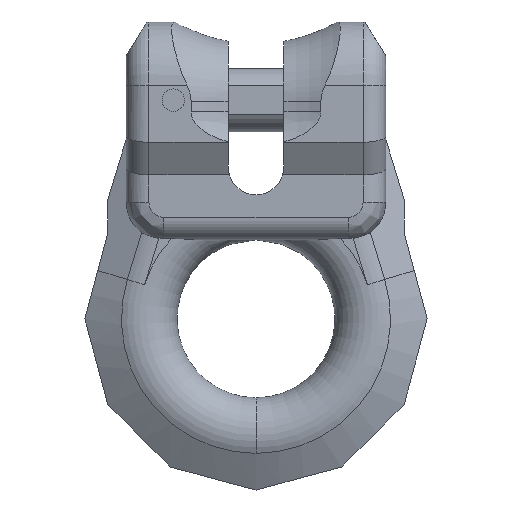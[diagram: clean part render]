
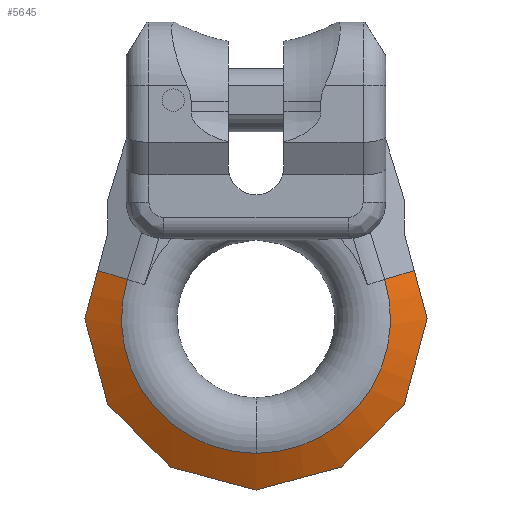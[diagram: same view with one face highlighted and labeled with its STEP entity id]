
A CAD part, front view. The second image highlights one B-rep face of the part: STEP entity #5645.
In plain terms, the highlighted conical face has half-angle 61.238 degrees and reference radius 20.341 mm.
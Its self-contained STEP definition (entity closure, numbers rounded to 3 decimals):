
#29=CARTESIAN_POINT('',(0.,-4.383,10.5));
#30=DIRECTION('',(0.,-1.,0.));
#31=DIRECTION('',(0.,0.,-1.));
#32=AXIS2_PLACEMENT_3D('',#29,#30,#31);
#130=DIRECTION('',(-0.838,-0.481,-0.256));
#131=VECTOR('',#130,4.686);
#132=CARTESIAN_POINT('',(21.052,-2.128,16.936));
#133=LINE('',#132,#131);
#243=CARTESIAN_POINT('',(0.,-1.71,-12.276));
#244=CARTESIAN_POINT('',(-0.634,-1.803,
-12.106));
#245=CARTESIAN_POINT('',(-1.901,-1.96,
-11.767));
#246=CARTESIAN_POINT('',(-3.797,-2.104,
-11.259));
#247=CARTESIAN_POINT('',(-5.694,-2.152,
-10.75));
#248=CARTESIAN_POINT('',(-7.592,-2.104,
-10.242));
#249=CARTESIAN_POINT('',(-9.487,-1.96,
-9.734));
#250=CARTESIAN_POINT('',(-10.754,-1.803,
-9.395));
#251=CARTESIAN_POINT('',(-11.388,-1.71,
-9.225));
#253=CARTESIAN_POINT('',(-11.388,-1.71,
-9.225));
#254=CARTESIAN_POINT('',(-11.852,-1.803,
-8.76));
#255=CARTESIAN_POINT('',(-12.78,-1.96,
-7.833));
#256=CARTESIAN_POINT('',(-14.167,-2.104,
-6.445));
#257=CARTESIAN_POINT('',(-15.556,-2.152,
-5.056));
#258=CARTESIAN_POINT('',(-16.946,-2.104,
-3.667));
#259=CARTESIAN_POINT('',(-18.333,-1.96,
-2.28));
#260=CARTESIAN_POINT('',(-19.26,-1.803,
-1.352));
#261=CARTESIAN_POINT('',(-19.725,-1.71,
-0.888));
#263=CARTESIAN_POINT('',(-19.725,-1.71,
-0.888));
#264=CARTESIAN_POINT('',(-19.895,-1.803,
-0.254));
#265=CARTESIAN_POINT('',(-20.234,-1.96,1.013));
#266=CARTESIAN_POINT('',(-20.742,-2.104,2.908));
#267=CARTESIAN_POINT('',(-21.25,-2.152,4.806));
#268=CARTESIAN_POINT('',(-21.759,-2.104,6.704));
#269=CARTESIAN_POINT('',(-22.267,-1.96,8.599));
#270=CARTESIAN_POINT('',(-22.606,-1.803,9.866));
#271=CARTESIAN_POINT('',(-22.776,-1.71,10.5));
#273=CARTESIAN_POINT('',(-22.776,-1.71,10.5));
#274=CARTESIAN_POINT('',(-22.584,-1.815,11.217));
#275=CARTESIAN_POINT('',(-22.2,-1.989,12.649));
#276=CARTESIAN_POINT('',(-21.626,-2.13,14.791));
#277=CARTESIAN_POINT('',(-21.243,-2.143,16.221));
#278=CARTESIAN_POINT('',(-21.052,-2.128,16.936));
#280=CARTESIAN_POINT('',(21.052,-2.128,16.936));
#281=CARTESIAN_POINT('',(21.243,-2.143,16.221));
#282=CARTESIAN_POINT('',(21.627,-2.13,14.79));
#283=CARTESIAN_POINT('',(22.201,-1.988,12.647));
#284=CARTESIAN_POINT('',(22.584,-1.815,11.216));
#285=CARTESIAN_POINT('',(22.776,-1.71,10.5));
#287=CARTESIAN_POINT('',(22.776,-1.71,10.5));
#288=CARTESIAN_POINT('',(22.606,-1.803,9.866));
#289=CARTESIAN_POINT('',(22.267,-1.96,8.599));
#290=CARTESIAN_POINT('',(21.759,-2.104,6.703));
#291=CARTESIAN_POINT('',(21.25,-2.152,4.806));
#292=CARTESIAN_POINT('',(20.742,-2.104,2.908));
#293=CARTESIAN_POINT('',(20.234,-1.96,1.013));
#294=CARTESIAN_POINT('',(19.895,-1.803,
-0.254));
#295=CARTESIAN_POINT('',(19.725,-1.71,
-0.888));
#297=CARTESIAN_POINT('',(19.725,-1.71,
-0.888));
#298=CARTESIAN_POINT('',(19.26,-1.803,-1.352));
#299=CARTESIAN_POINT('',(18.333,-1.96,-2.28));
#300=CARTESIAN_POINT('',(16.945,-2.104,-3.667));
#301=CARTESIAN_POINT('',(15.556,-2.152,-5.056));
#302=CARTESIAN_POINT('',(14.167,-2.104,-6.446));
#303=CARTESIAN_POINT('',(12.78,-1.96,-7.833));
#304=CARTESIAN_POINT('',(11.852,-1.803,-8.76));
#305=CARTESIAN_POINT('',(11.388,-1.71,-9.225));
#307=CARTESIAN_POINT('',(11.388,-1.71,-9.225));
#308=CARTESIAN_POINT('',(10.754,-1.803,-9.395));
#309=CARTESIAN_POINT('',(9.487,-1.96,-9.734));
#310=CARTESIAN_POINT('',(7.592,-2.104,-10.242));
#311=CARTESIAN_POINT('',(5.694,-2.152,-10.75));
#312=CARTESIAN_POINT('',(3.796,-2.104,-11.259));
#313=CARTESIAN_POINT('',(1.901,-1.96,-11.767));
#314=CARTESIAN_POINT('',(0.634,-1.803,
-12.106));
#315=CARTESIAN_POINT('',(0.,-1.71,-12.276));
#1477=CARTESIAN_POINT('',(0.,-4.383,10.5));
#1478=DIRECTION('',(0.,1.,0.));
#1479=DIRECTION('',(0.,0.,-1.));
#1480=AXIS2_PLACEMENT_3D('',#1477,#1478,#1479);
#1584=DIRECTION('',(0.838,-0.481,-0.256));
#1585=VECTOR('',#1584,4.686);
#1586=CARTESIAN_POINT('',(-21.052,-2.128,
16.936));
#1587=LINE('',#1586,#1585);
#4199=CARTESIAN_POINT('',(-17.123,-4.383,
15.735));
#4201=VERTEX_POINT('',#4199);
#4203=CARTESIAN_POINT('',(0.,-4.383,-7.406));
#4204=VERTEX_POINT('',#4203);
#4205=CARTESIAN_POINT('',(17.123,-4.383,15.735));
#4207=VERTEX_POINT('',#4205);
#4432=VERTEX_POINT('',#243);
#4433=VERTEX_POINT('',#251);
#4434=VERTEX_POINT('',#261);
#4435=VERTEX_POINT('',#271);
#4436=VERTEX_POINT('',#278);
#4437=VERTEX_POINT('',#280);
#4438=VERTEX_POINT('',#285);
#4439=VERTEX_POINT('',#295);
#4440=VERTEX_POINT('',#305);
#5621=CARTESIAN_POINT('',(0.,-3.046,10.5));
#5622=DIRECTION('',(0.,1.,0.));
#5623=DIRECTION('',(0.,0.,1.));
#5624=AXIS2_PLACEMENT_3D('',#5621,#5622,#5623);
#5625=CONICAL_SURFACE('',#5624,20.341,61.238);
#5626=ORIENTED_EDGE('',*,*,#5575,.T.);
#5628=ORIENTED_EDGE('',*,*,#5627,.T.);
#5630=ORIENTED_EDGE('',*,*,#5629,.T.);
#5632=ORIENTED_EDGE('',*,*,#5631,.T.);
#5634=ORIENTED_EDGE('',*,*,#5633,.T.);
#5636=ORIENTED_EDGE('',*,*,#5635,.F.);
#5637=ORIENTED_EDGE('',*,*,#5352,.T.);
#5638=ORIENTED_EDGE('',*,*,#5505,.F.);
#5639=ORIENTED_EDGE('',*,*,#5530,.T.);
#5640=ORIENTED_EDGE('',*,*,#5616,.T.);
#5641=ORIENTED_EDGE('',*,*,#5603,.T.);
#5642=ORIENTED_EDGE('',*,*,#5589,.T.);
#5643=EDGE_LOOP('',(#5626,#5628,#5630,#5632,#5634,#5636,#5637,#5638,#5639,#5640,
#5641,#5642));
#5644=FACE_OUTER_BOUND('',#5643,.F.);
#5645=ADVANCED_FACE('',(#5644),#5625,.T.);
#33=CIRCLE('',#32,17.906);
#252=B_SPLINE_CURVE_WITH_KNOTS('',3,(#243,#244,#245,#246,#247,#248,#249,#250,
#251),.UNSPECIFIED.,.F.,.F.,(4,1,1,1,1,1,4),(0.,0.167,
0.333,0.5,0.667,0.833,1.),
.UNSPECIFIED.);
#262=B_SPLINE_CURVE_WITH_KNOTS('',3,(#253,#254,#255,#256,#257,#258,#259,#260,
#261),.UNSPECIFIED.,.F.,.F.,(4,1,1,1,1,1,4),(0.,0.167,
0.333,0.5,0.667,0.833,1.),
.UNSPECIFIED.);
#272=B_SPLINE_CURVE_WITH_KNOTS('',3,(#263,#264,#265,#266,#267,#268,#269,#270,
#271),.UNSPECIFIED.,.F.,.F.,(4,1,1,1,1,1,4),(0.,0.167,
0.333,0.5,0.667,0.833,1.),
.UNSPECIFIED.);
#279=B_SPLINE_CURVE_WITH_KNOTS('',3,(#273,#274,#275,#276,#277,#278),
.UNSPECIFIED.,.F.,.F.,(4,1,1,4),(0.,0.333,0.667,1.),
.UNSPECIFIED.);
#286=B_SPLINE_CURVE_WITH_KNOTS('',3,(#280,#281,#282,#283,#284,#285),
.UNSPECIFIED.,.F.,.F.,(4,1,1,4),(0.,0.333,0.667,1.),
.UNSPECIFIED.);
#296=B_SPLINE_CURVE_WITH_KNOTS('',3,(#287,#288,#289,#290,#291,#292,#293,#294,
#295),.UNSPECIFIED.,.F.,.F.,(4,1,1,1,1,1,4),(0.,0.167,
0.333,0.5,0.667,0.833,1.),
.UNSPECIFIED.);
#306=B_SPLINE_CURVE_WITH_KNOTS('',3,(#297,#298,#299,#300,#301,#302,#303,#304,
#305),.UNSPECIFIED.,.F.,.F.,(4,1,1,1,1,1,4),(0.,0.167,
0.333,0.5,0.667,0.833,1.),
.UNSPECIFIED.);
#316=B_SPLINE_CURVE_WITH_KNOTS('',3,(#307,#308,#309,#310,#311,#312,#313,#314,
#315),.UNSPECIFIED.,.F.,.F.,(4,1,1,1,1,1,4),(0.,0.167,
0.333,0.5,0.667,0.833,1.),
.UNSPECIFIED.);
#1481=CIRCLE('',#1480,17.906);
#5352=EDGE_CURVE('',#4204,#4207,#33,.T.);
#5505=EDGE_CURVE('',#4437,#4207,#133,.T.);
#5530=EDGE_CURVE('',#4437,#4438,#286,.T.);
#5575=EDGE_CURVE('',#4432,#4433,#252,.T.);
#5589=EDGE_CURVE('',#4440,#4432,#316,.T.);
#5603=EDGE_CURVE('',#4439,#4440,#306,.T.);
#5616=EDGE_CURVE('',#4438,#4439,#296,.T.);
#5627=EDGE_CURVE('',#4433,#4434,#262,.T.);
#5629=EDGE_CURVE('',#4434,#4435,#272,.T.);
#5631=EDGE_CURVE('',#4435,#4436,#279,.T.);
#5633=EDGE_CURVE('',#4436,#4201,#1587,.T.);
#5635=EDGE_CURVE('',#4204,#4201,#1481,.T.);
